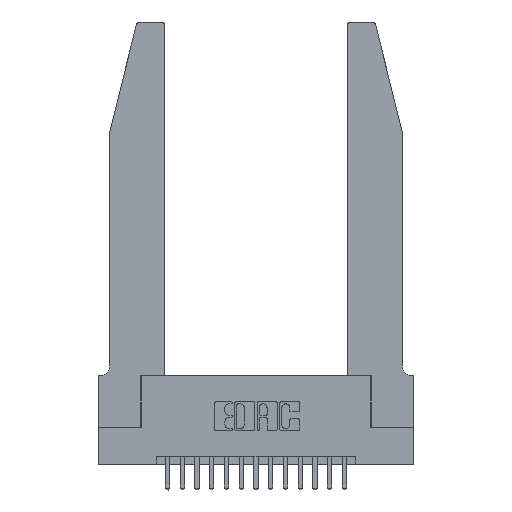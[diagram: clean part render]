
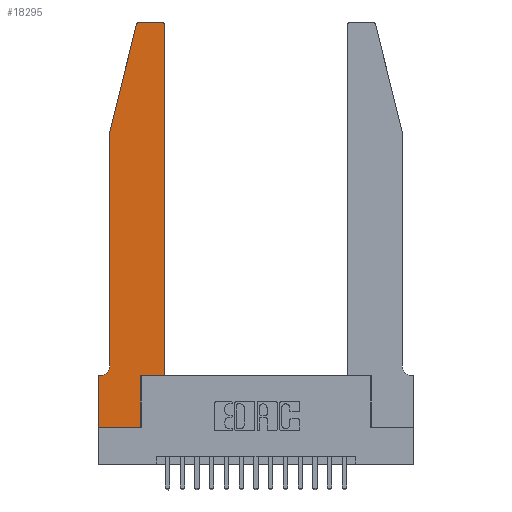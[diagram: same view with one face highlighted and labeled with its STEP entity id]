
A CAD part, top view. The second image highlights one B-rep face of the part: STEP entity #18295.
In plain terms, the highlighted planar face has unit normal (0, 0, 1).
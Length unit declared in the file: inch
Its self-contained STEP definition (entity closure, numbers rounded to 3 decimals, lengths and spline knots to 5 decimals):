
#493 = EDGE_CURVE ( 'NONE', #10324, #1174, #8988, .T. ) ;
#555 = EDGE_CURVE ( 'NONE', #17161, #11912, #8072, .T. ) ;
#896 = CARTESIAN_POINT ( 'NONE',  ( 0.284, 2.72, 0.37 ) ) ;
#1153 = LINE ( 'NONE', #15794, #9609 ) ;
#1174 = VERTEX_POINT ( 'NONE', #6974 ) ;
#1322 = ORIENTED_EDGE ( 'NONE', *, *, #10401, .T. ) ;
#1486 = VERTEX_POINT ( 'NONE', #8254 ) ;
#1523 = ORIENTED_EDGE ( 'NONE', *, *, #10199, .T. ) ;
#1546 = LINE ( 'NONE', #9585, #9069 ) ;
#1681 = CARTESIAN_POINT ( 'NONE',  ( 0.0755, 2., 0.37 ) ) ;
#1745 = ORIENTED_EDGE ( 'NONE', *, *, #3084, .T. ) ;
#1813 = DIRECTION ( 'NONE',  ( 1., 0., 0. ) ) ;
#2100 = VECTOR ( 'NONE', #1813, 39.37008 ) ;
#2104 = DIRECTION ( 'NONE',  ( 1., 0., 0. ) ) ;
#2191 = ORIENTED_EDGE ( 'NONE', *, *, #555, .T. ) ;
#2402 = DIRECTION ( 'NONE',  ( 1., 0., 0. ) ) ;
#2496 = DIRECTION ( 'NONE',  ( 0., 0., -1. ) ) ;
#2620 = VERTEX_POINT ( 'NONE', #14248 ) ;
#2800 = ORIENTED_EDGE ( 'NONE', *, *, #14345, .T. ) ;
#3063 = VERTEX_POINT ( 'NONE', #10994 ) ;
#3074 = DIRECTION ( 'NONE',  ( 1., 0., 0. ) ) ;
#3084 = EDGE_CURVE ( 'NONE', #1486, #3063, #1546, .T. ) ;
#3312 = VECTOR ( 'NONE', #10628, 39.37008 ) ;
#3394 = VERTEX_POINT ( 'NONE', #5822 ) ;
#3512 = ORIENTED_EDGE ( 'NONE', *, *, #13760, .T. ) ;
#3626 = DIRECTION ( 'NONE',  ( 0., 0., 1. ) ) ;
#3685 = CARTESIAN_POINT ( 'NONE',  ( 0.4205, 2.72, 0.37 ) ) ;
#3961 = CARTESIAN_POINT ( 'NONE',  ( 0.0755, 2., 0.37 ) ) ;
#4052 = VERTEX_POINT ( 'NONE', #16436 ) ;
#4108 = ORIENTED_EDGE ( 'NONE', *, *, #6777, .T. ) ;
#4456 = AXIS2_PLACEMENT_3D ( 'NONE', #3685, #13271, #3074 ) ;
#5035 = DIRECTION ( 'NONE',  ( 0., 1., 0. ) ) ;
#5101 = CARTESIAN_POINT ( 'NONE',  ( 0., 0.35, 0.37 ) ) ;
#5822 = CARTESIAN_POINT ( 'NONE',  ( 0., 0.35, 0.37 ) ) ;
#6016 = VECTOR ( 'NONE', #6812, 39.37008 ) ;
#6777 = EDGE_CURVE ( 'NONE', #3394, #1486, #15500, .T. ) ;
#6812 = DIRECTION ( 'NONE',  ( -1., 0., 0. ) ) ;
#6944 = LINE ( 'NONE', #17008, #6016 ) ;
#6974 = CARTESIAN_POINT ( 'NONE',  ( 0.0755, 0.42, 0.37 ) ) ;
#7076 = DIRECTION ( 'NONE',  ( -1., 0., 0. ) ) ;
#7178 = CARTESIAN_POINT ( 'NONE',  ( 0.4505, 0.35, 0.37 ) ) ;
#7542 = LINE ( 'NONE', #3961, #11002 ) ;
#7605 = EDGE_LOOP ( 'NONE', ( #3512, #17249, #8311, #12325, #2800, #10088, #4108, #1745, #1523, #1322, #17846, #2191 ) ) ;
#7718 = VECTOR ( 'NONE', #5035, 39.37008 ) ;
#7879 = CARTESIAN_POINT ( 'NONE',  ( 0.4505, 0.35, 0.37 ) ) ;
#8072 = CIRCLE ( 'NONE', #4456, 0.03 ) ;
#8240 = AXIS2_PLACEMENT_3D ( 'NONE', #11427, #2496, #12875 ) ;
#8254 = CARTESIAN_POINT ( 'NONE',  ( 0., 0., 0.37 ) ) ;
#8311 = ORIENTED_EDGE ( 'NONE', *, *, #16619, .T. ) ;
#8988 = LINE ( 'NONE', #16476, #16245 ) ;
#9069 = VECTOR ( 'NONE', #2104, 39.37008 ) ;
#9395 = VERTEX_POINT ( 'NONE', #12821 ) ;
#9585 = CARTESIAN_POINT ( 'NONE',  ( 0., 0., 0.37 ) ) ;
#9609 = VECTOR ( 'NONE', #7076, 39.37008 ) ;
#10088 = ORIENTED_EDGE ( 'NONE', *, *, #17231, .T. ) ;
#10199 = EDGE_CURVE ( 'NONE', #3063, #4052, #13245, .T. ) ;
#10302 = VECTOR ( 'NONE', #18969, 39.37008 ) ;
#10324 = VERTEX_POINT ( 'NONE', #1681 ) ;
#10401 = EDGE_CURVE ( 'NONE', #4052, #17897, #17720, .T. ) ;
#10628 = DIRECTION ( 'NONE',  ( 0., -1., 0. ) ) ;
#10994 = CARTESIAN_POINT ( 'NONE',  ( 0.2865, 0., 0.37 ) ) ;
#11002 = VECTOR ( 'NONE', #15686, 39.37008 ) ;
#11347 = DIRECTION ( 'NONE',  ( 0., 0., 1. ) ) ;
#11427 = CARTESIAN_POINT ( 'NONE',  ( 0.0055, 0.42, 0.37 ) ) ;
#11912 = VERTEX_POINT ( 'NONE', #17781 ) ;
#12325 = ORIENTED_EDGE ( 'NONE', *, *, #493, .T. ) ;
#12463 = PLANE ( 'NONE',  #17491 ) ;
#12762 = CARTESIAN_POINT ( 'NONE',  ( 0.4505, 2.72, 0.37 ) ) ;
#12821 = CARTESIAN_POINT ( 'NONE',  ( 0.25487, 2.72718, 0.37 ) ) ;
#12875 = DIRECTION ( 'NONE',  ( -1., 0., 0. ) ) ;
#13245 = LINE ( 'NONE', #16141, #10302 ) ;
#13271 = DIRECTION ( 'NONE',  ( 0., 0., 1. ) ) ;
#13466 = CARTESIAN_POINT ( 'NONE',  ( 0., 0., 0.37 ) ) ;
#13651 = CARTESIAN_POINT ( 'NONE',  ( 0.284, 2.75, 0.37 ) ) ;
#13760 = EDGE_CURVE ( 'NONE', #11912, #15722, #6944, .T. ) ;
#13822 = CARTESIAN_POINT ( 'NONE',  ( 0.4505, 0.35, 0.37 ) ) ;
#13949 = DIRECTION ( 'NONE',  ( 1., 0., 0. ) ) ;
#14119 = FACE_OUTER_BOUND ( 'NONE', #7605, .T. ) ;
#14248 = CARTESIAN_POINT ( 'NONE',  ( 0.0055, 0.35, 0.37 ) ) ;
#14345 = EDGE_CURVE ( 'NONE', #1174, #2620, #18667, .T. ) ;
#14800 = EDGE_CURVE ( 'NONE', #15722, #9395, #17565, .T. ) ;
#15008 = LINE ( 'NONE', #13822, #7718 ) ;
#15500 = LINE ( 'NONE', #13466, #3312 ) ;
#15686 = DIRECTION ( 'NONE',  ( -0.239, -0.971, 0. ) ) ;
#15722 = VERTEX_POINT ( 'NONE', #13651 ) ;
#15794 = CARTESIAN_POINT ( 'NONE',  ( 0.0755, 0.35, 0.37 ) ) ;
#16141 = CARTESIAN_POINT ( 'NONE',  ( 0.2865, 0.35, 0.37 ) ) ;
#16245 = VECTOR ( 'NONE', #16622, 39.37008 ) ;
#16436 = CARTESIAN_POINT ( 'NONE',  ( 0.2865, 0.35, 0.37 ) ) ;
#16476 = CARTESIAN_POINT ( 'NONE',  ( 0.0755, 2., 0.37 ) ) ;
#16619 = EDGE_CURVE ( 'NONE', #9395, #10324, #7542, .T. ) ;
#16622 = DIRECTION ( 'NONE',  ( 0., -1., 0. ) ) ;
#17008 = CARTESIAN_POINT ( 'NONE',  ( 0.2605, 2.75, 0.37 ) ) ;
#17161 = VERTEX_POINT ( 'NONE', #12762 ) ;
#17231 = EDGE_CURVE ( 'NONE', #2620, #3394, #1153, .T. ) ;
#17249 = ORIENTED_EDGE ( 'NONE', *, *, #14800, .T. ) ;
#17491 = AXIS2_PLACEMENT_3D ( 'NONE', #5101, #3626, #13949 ) ;
#17565 = CIRCLE ( 'NONE', #17566, 0.03 ) ;
#17566 = AXIS2_PLACEMENT_3D ( 'NONE', #896, #11347, #2402 ) ;
#17720 = LINE ( 'NONE', #7879, #2100 ) ;
#17781 = CARTESIAN_POINT ( 'NONE',  ( 0.4205, 2.75, 0.37 ) ) ;
#17846 = ORIENTED_EDGE ( 'NONE', *, *, #18235, .T. ) ;
#17897 = VERTEX_POINT ( 'NONE', #7178 ) ;
#18235 = EDGE_CURVE ( 'NONE', #17897, #17161, #15008, .T. ) ;
#18295 = ADVANCED_FACE ( 'NONE', ( #14119 ), #12463, .T. ) ;
#18667 = CIRCLE ( 'NONE', #8240, 0.07 ) ;
#18969 = DIRECTION ( 'NONE',  ( 0., 1., 0. ) ) ;
